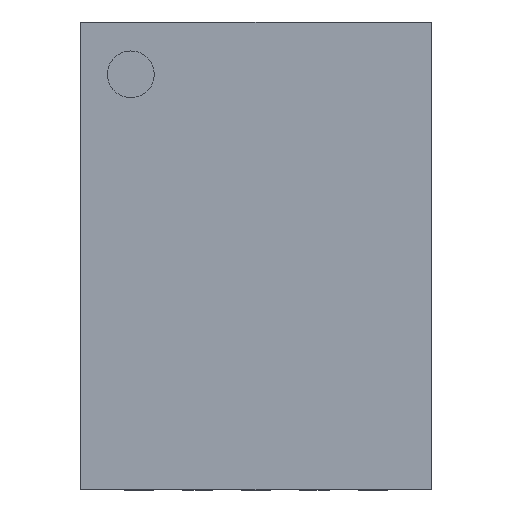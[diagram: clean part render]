
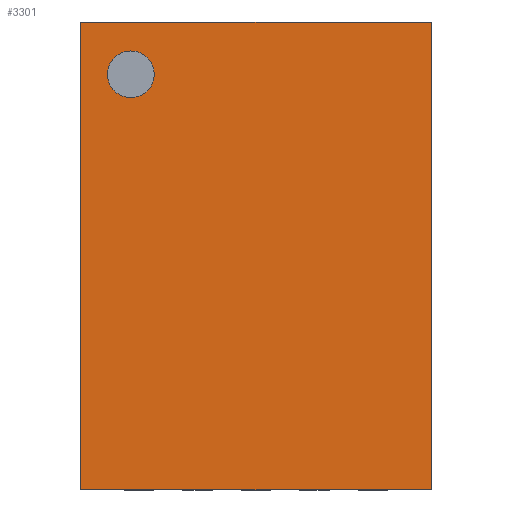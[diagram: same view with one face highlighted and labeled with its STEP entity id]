
A CAD part, top view. The second image highlights one B-rep face of the part: STEP entity #3301.
In plain terms, the highlighted planar face has unit normal (0, 0, 1).
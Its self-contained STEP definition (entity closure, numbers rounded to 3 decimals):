
#27=FACE_BOUND('',#427,.T.);
#72=PLANE('',#3572);
#236=FACE_OUTER_BOUND('',#426,.T.);
#426=EDGE_LOOP('',(#2470,#2471,#2472,#2473));
#427=EDGE_LOOP('',(#2474));
#682=LINE('',#5096,#1059);
#683=LINE('',#5098,#1060);
#684=LINE('',#5100,#1061);
#685=LINE('',#5101,#1062);
#1059=VECTOR('',#4101,10.);
#1060=VECTOR('',#4102,10.);
#1061=VECTOR('',#4103,10.);
#1062=VECTOR('',#4104,10.);
#1368=CIRCLE('',#3568,0.2);
#1552=VERTEX_POINT('',#5083);
#1555=VERTEX_POINT('',#5094);
#1556=VERTEX_POINT('',#5095);
#1557=VERTEX_POINT('',#5097);
#1558=VERTEX_POINT('',#5099);
#1913=EDGE_CURVE('',#1552,#1552,#1368,.T.);
#1918=EDGE_CURVE('',#1555,#1556,#682,.T.);
#1919=EDGE_CURVE('',#1556,#1557,#683,.T.);
#1920=EDGE_CURVE('',#1557,#1558,#684,.T.);
#1921=EDGE_CURVE('',#1558,#1555,#685,.T.);
#2470=ORIENTED_EDGE('',*,*,#1918,.T.);
#2471=ORIENTED_EDGE('',*,*,#1919,.T.);
#2472=ORIENTED_EDGE('',*,*,#1920,.T.);
#2473=ORIENTED_EDGE('',*,*,#1921,.T.);
#2474=ORIENTED_EDGE('',*,*,#1913,.T.);
#3301=ADVANCED_FACE('',(#236,#27),#72,.T.);
#3568=AXIS2_PLACEMENT_3D('',#5084,#4088,#4089);
#3572=AXIS2_PLACEMENT_3D('',#5093,#4099,#4100);
#4088=DIRECTION('center_axis',(0.,0.,-1.));
#4089=DIRECTION('ref_axis',(-1.,0.,0.));
#4099=DIRECTION('center_axis',(0.,0.,1.));
#4100=DIRECTION('ref_axis',(1.,0.,0.));
#4101=DIRECTION('',(1.,0.,0.));
#4102=DIRECTION('',(0.,1.,0.));
#4103=DIRECTION('',(-1.,0.,0.));
#4104=DIRECTION('',(0.,-1.,0.));
#5083=CARTESIAN_POINT('',(-0.87,1.553,0.9));
#5084=CARTESIAN_POINT('Origin',(-1.07,1.553,0.9));
#5093=CARTESIAN_POINT('Origin',(0.,0.,0.9));
#5094=CARTESIAN_POINT('',(-1.5,-2.,0.9));
#5095=CARTESIAN_POINT('',(1.5,-2.,0.9));
#5096=CARTESIAN_POINT('',(1.5,-2.,0.9));
#5097=CARTESIAN_POINT('',(1.5,2.,0.9));
#5098=CARTESIAN_POINT('',(1.5,2.,0.9));
#5099=CARTESIAN_POINT('',(-1.5,2.,0.9));
#5100=CARTESIAN_POINT('',(-1.5,2.,0.9));
#5101=CARTESIAN_POINT('',(-1.5,-2.,0.9));
